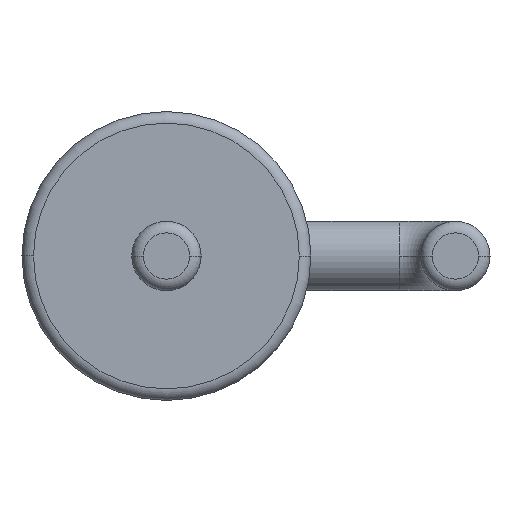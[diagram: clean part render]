
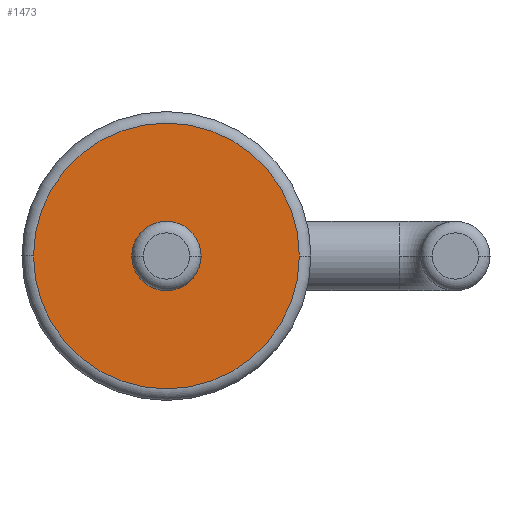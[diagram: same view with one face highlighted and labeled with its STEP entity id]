
A CAD part, left-side view. The second image highlights one B-rep face of the part: STEP entity #1473.
In plain terms, the highlighted planar face has unit normal (-1, 0, 0).
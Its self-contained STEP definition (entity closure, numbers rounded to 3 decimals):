
#242 = CARTESIAN_POINT ( 'NONE',  ( -3.25, 0., 0. ) ) ;
#266 = DIRECTION ( 'NONE',  ( 0., -1., 0. ) ) ;
#269 = ORIENTED_EDGE ( 'NONE', *, *, #753, .F. ) ;
#296 = AXIS2_PLACEMENT_3D ( 'NONE', #1857, #1129, #266 ) ;
#365 = VERTEX_POINT ( 'NONE', #1161 ) ;
#422 = EDGE_CURVE ( 'NONE', #365, #1014, #2003, .T. ) ;
#426 = CARTESIAN_POINT ( 'NONE',  ( -3.25, 0., 0. ) ) ;
#443 = VERTEX_POINT ( 'NONE', #1745 ) ;
#512 = DIRECTION ( 'NONE',  ( -1., 0., 0. ) ) ;
#576 = ORIENTED_EDGE ( 'NONE', *, *, #2068, .F. ) ;
#632 = AXIS2_PLACEMENT_3D ( 'NONE', #1789, #512, #710 ) ;
#671 = DIRECTION ( 'NONE',  ( -1., 0., 0. ) ) ;
#710 = DIRECTION ( 'NONE',  ( 0., -1., 0. ) ) ;
#730 = CIRCLE ( 'NONE', #1508, 0.3 ) ;
#753 = EDGE_CURVE ( 'NONE', #1060, #443, #1712, .T. ) ;
#832 = CARTESIAN_POINT ( 'NONE',  ( -3.25, 0., 0. ) ) ;
#891 = EDGE_LOOP ( 'NONE', ( #576, #269 ) ) ;
#980 = DIRECTION ( 'NONE',  ( -1., 0., 0. ) ) ;
#1014 = VERTEX_POINT ( 'NONE', #1219 ) ;
#1056 = DIRECTION ( 'NONE',  ( 0., -1., 0. ) ) ;
#1060 = VERTEX_POINT ( 'NONE', #1741 ) ;
#1104 = CIRCLE ( 'NONE', #1381, 1.15 ) ;
#1129 = DIRECTION ( 'NONE',  ( -1., 0., 0. ) ) ;
#1141 = EDGE_CURVE ( 'NONE', #1014, #365, #1104, .T. ) ;
#1158 = FACE_BOUND ( 'NONE', #891, .T. ) ;
#1161 = CARTESIAN_POINT ( 'NONE',  ( -3.25, 1.15, 0. ) ) ;
#1219 = CARTESIAN_POINT ( 'NONE',  ( -3.25, -1.15, 0. ) ) ;
#1297 = EDGE_LOOP ( 'NONE', ( #1914, #2210 ) ) ;
#1381 = AXIS2_PLACEMENT_3D ( 'NONE', #242, #1483, #1993 ) ;
#1473 = ADVANCED_FACE ( 'NONE', ( #1158, #1845 ), #1641, .T. ) ;
#1483 = DIRECTION ( 'NONE',  ( -1., 0., 0. ) ) ;
#1493 = DIRECTION ( 'NONE',  ( 0., -1., 0. ) ) ;
#1508 = AXIS2_PLACEMENT_3D ( 'NONE', #426, #980, #1493 ) ;
#1578 = AXIS2_PLACEMENT_3D ( 'NONE', #832, #671, #1056 ) ;
#1641 = PLANE ( 'NONE',  #296 ) ;
#1712 = CIRCLE ( 'NONE', #632, 0.3 ) ;
#1741 = CARTESIAN_POINT ( 'NONE',  ( -3.25, 0.3, 0. ) ) ;
#1745 = CARTESIAN_POINT ( 'NONE',  ( -3.25, -0.3, 0. ) ) ;
#1789 = CARTESIAN_POINT ( 'NONE',  ( -3.25, 0., 0. ) ) ;
#1845 = FACE_OUTER_BOUND ( 'NONE', #1297, .T. ) ;
#1857 = CARTESIAN_POINT ( 'NONE',  ( -3.25, 0., 0. ) ) ;
#1914 = ORIENTED_EDGE ( 'NONE', *, *, #1141, .T. ) ;
#1993 = DIRECTION ( 'NONE',  ( 0., -1., 0. ) ) ;
#2003 = CIRCLE ( 'NONE', #1578, 1.15 ) ;
#2068 = EDGE_CURVE ( 'NONE', #443, #1060, #730, .T. ) ;
#2210 = ORIENTED_EDGE ( 'NONE', *, *, #422, .T. ) ;
